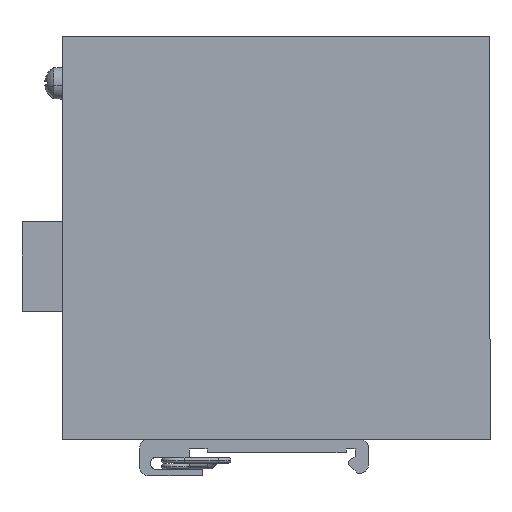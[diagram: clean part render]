
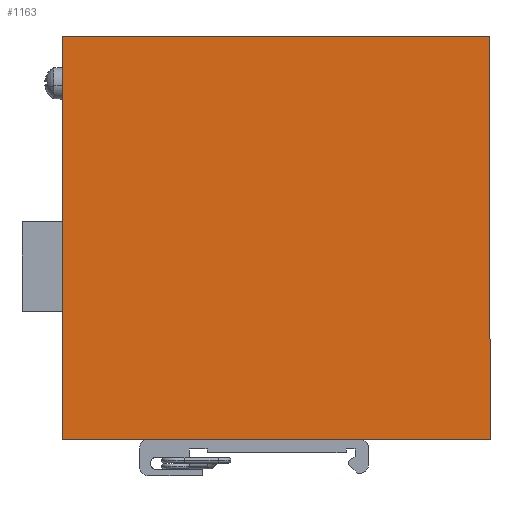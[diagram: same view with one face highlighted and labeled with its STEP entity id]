
A CAD part, left-side view. The second image highlights one B-rep face of the part: STEP entity #1163.
In plain terms, the highlighted planar face has unit normal (-1, 0, 0).
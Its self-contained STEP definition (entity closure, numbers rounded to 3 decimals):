
#1143=AXIS2_PLACEMENT_3D('Plane Axis2P3D',#1140,#1141,#1142) ;
#49=CARTESIAN_POINT('Vertex',(-0.7,0.,8.2)) ;
#52=CARTESIAN_POINT('Line Origine',(-0.7,47.5,8.2)) ;
#56=CARTESIAN_POINT('Vertex',(-0.7,95.,8.2)) ;
#188=CARTESIAN_POINT('Vertex',(-0.7,0.,97.8)) ;
#191=CARTESIAN_POINT('Line Origine',(-0.7,0.,53.)) ;
#1140=CARTESIAN_POINT('Axis2P3D Location',(-0.7,0.,97.8)) ;
#1145=CARTESIAN_POINT('Line Origine',(-0.7,47.5,97.8)) ;
#1149=CARTESIAN_POINT('Vertex',(-0.7,95.,97.8)) ;
#1152=CARTESIAN_POINT('Line Origine',(-0.7,95.,53.)) ;
#53=DIRECTION('Vector Direction',(0.,1.,0.)) ;
#192=DIRECTION('Vector Direction',(0.,0.,-1.)) ;
#1141=DIRECTION('Axis2P3D Direction',(-1.,0.,0.)) ;
#1142=DIRECTION('Axis2P3D XDirection',(0.,1.,0.)) ;
#1146=DIRECTION('Vector Direction',(0.,1.,0.)) ;
#1153=DIRECTION('Vector Direction',(0.,0.,-1.)) ;
#54=VECTOR('Line Direction',#53,1.) ;
#193=VECTOR('Line Direction',#192,1.) ;
#1147=VECTOR('Line Direction',#1146,1.) ;
#1154=VECTOR('Line Direction',#1153,1.) ;
#1158=ORIENTED_EDGE('',*,*,#195,.F.) ;
#1159=ORIENTED_EDGE('',*,*,#1151,.F.) ;
#1160=ORIENTED_EDGE('',*,*,#1156,.T.) ;
#1161=ORIENTED_EDGE('',*,*,#58,.F.) ;
#1163=ADVANCED_FACE('SWITCH',(#1162),#1144,.T.) ;
#58=EDGE_CURVE('',#50,#57,#55,.T.) ;
#195=EDGE_CURVE('',#189,#50,#194,.T.) ;
#1151=EDGE_CURVE('',#1150,#189,#1148,.F.) ;
#1156=EDGE_CURVE('',#1150,#57,#1155,.T.) ;
#1157=EDGE_LOOP('',(#1158,#1159,#1160,#1161)) ;
#1162=FACE_OUTER_BOUND('',#1157,.T.) ;
#55=LINE('Line',#52,#54) ;
#194=LINE('Line',#191,#193) ;
#1148=LINE('Line',#1145,#1147) ;
#1155=LINE('Line',#1152,#1154) ;
#1144=PLANE('',#1143) ;
#50=VERTEX_POINT('',#49) ;
#57=VERTEX_POINT('',#56) ;
#189=VERTEX_POINT('',#188) ;
#1150=VERTEX_POINT('',#1149) ;
